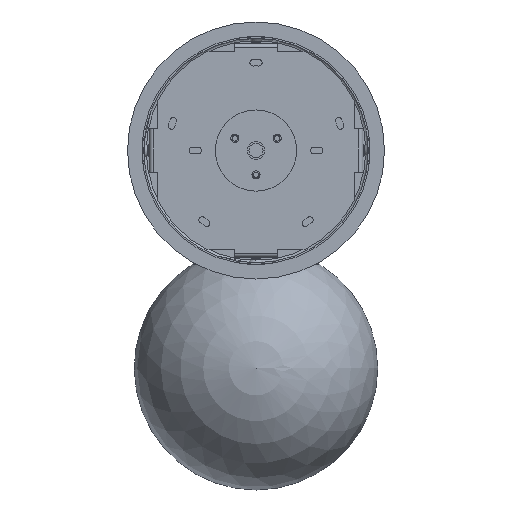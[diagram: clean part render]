
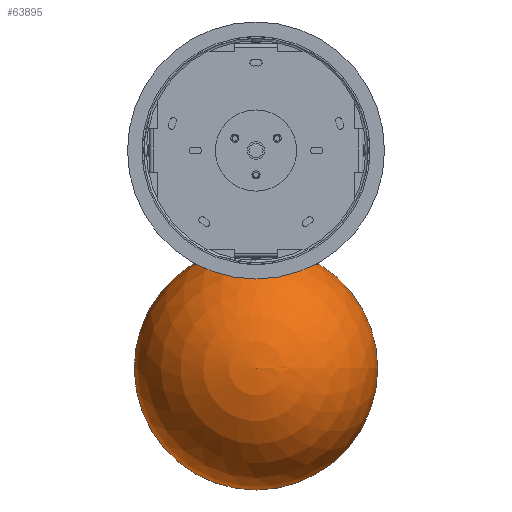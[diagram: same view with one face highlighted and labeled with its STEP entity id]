
A CAD part, front view. The second image highlights one B-rep face of the part: STEP entity #63895.
In plain terms, the highlighted spherical face has radius 90 mm.
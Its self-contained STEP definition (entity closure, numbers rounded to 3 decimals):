
#192 = AXIS2_PLACEMENT_3D ( 'NONE', #78285, #40084, #1819 ) ;
#1648 = AXIS2_PLACEMENT_3D ( 'NONE', #34601, #72779, #53798 ) ;
#1819 = DIRECTION ( 'NONE',  ( -1., 0., 0. ) ) ;
#2186 = DIRECTION ( 'NONE',  ( 0., 0., 1. ) ) ;
#5817 = CIRCLE ( 'NONE', #80691, 90. ) ;
#6697 = SPHERICAL_SURFACE ( 'NONE', #1648, 90. ) ;
#10248 = DIRECTION ( 'NONE',  ( 0., 0., -1. ) ) ;
#11434 = EDGE_CURVE ( 'NONE', #28954, #67649, #61588, .T. ) ;
#11732 = AXIS2_PLACEMENT_3D ( 'NONE', #48458, #10248, #54886 ) ;
#15411 = EDGE_LOOP ( 'NONE', ( #57926, #25164, #48720 ) ) ;
#16574 = CARTESIAN_POINT ( 'NONE',  ( 0., -90., 0. ) ) ;
#20181 = CIRCLE ( 'NONE', #11732, 90. ) ;
#20578 = CARTESIAN_POINT ( 'NONE',  ( 47.25, 76.599, 0. ) ) ;
#25164 = ORIENTED_EDGE ( 'NONE', *, *, #61306, .T. ) ;
#27726 = CARTESIAN_POINT ( 'NONE',  ( -47.25, 76.599, 0. ) ) ;
#28954 = VERTEX_POINT ( 'NONE', #27726 ) ;
#34601 = CARTESIAN_POINT ( 'NONE',  ( 0., 0., 0. ) ) ;
#40084 = DIRECTION ( 'NONE',  ( 0., 1., 0. ) ) ;
#40436 = CARTESIAN_POINT ( 'NONE',  ( 0., 0., 0. ) ) ;
#46811 = DIRECTION ( 'NONE',  ( 1., 0., 0. ) ) ;
#47948 = VERTEX_POINT ( 'NONE', #16574 ) ;
#48458 = CARTESIAN_POINT ( 'NONE',  ( 0., 0., 0. ) ) ;
#48720 = ORIENTED_EDGE ( 'NONE', *, *, #11434, .F. ) ;
#53798 = DIRECTION ( 'NONE',  ( 1., 0., 0. ) ) ;
#54886 = DIRECTION ( 'NONE',  ( -1., 0., 0. ) ) ;
#55603 = FACE_OUTER_BOUND ( 'NONE', #15411, .T. ) ;
#57926 = ORIENTED_EDGE ( 'NONE', *, *, #73230, .F. ) ;
#61306 = EDGE_CURVE ( 'NONE', #47948, #67649, #5817, .T. ) ;
#61588 = CIRCLE ( 'NONE', #192, 47.25 ) ;
#63895 = ADVANCED_FACE ( 'NONE', ( #55603 ), #6697, .T. ) ;
#67649 = VERTEX_POINT ( 'NONE', #20578 ) ;
#72779 = DIRECTION ( 'NONE',  ( 0., 0., -1. ) ) ;
#73230 = EDGE_CURVE ( 'NONE', #47948, #28954, #20181, .T. ) ;
#78285 = CARTESIAN_POINT ( 'NONE',  ( 0., 76.599, 0. ) ) ;
#80691 = AXIS2_PLACEMENT_3D ( 'NONE', #40436, #2186, #46811 ) ;
